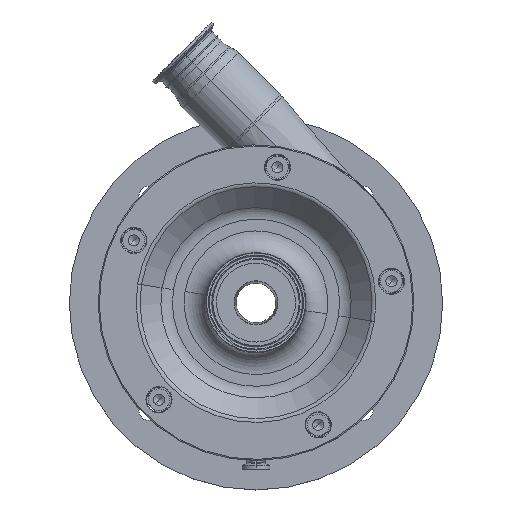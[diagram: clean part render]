
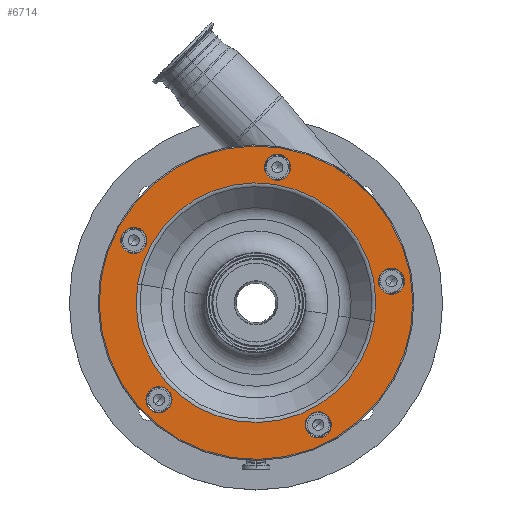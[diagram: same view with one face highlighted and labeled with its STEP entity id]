
A CAD part, top view. The second image highlights one B-rep face of the part: STEP entity #6714.
In plain terms, the highlighted planar face has unit normal (0, 0, 1).
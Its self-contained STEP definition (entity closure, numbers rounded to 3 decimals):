
#287 = AXIS2_PLACEMENT_3D ( 'NONE', #15969, #10629, #14605 ) ;
#517 = EDGE_CURVE ( 'NONE', #2400, #13009, #16150, .T. ) ;
#630 = DIRECTION ( 'NONE',  ( 0., 0., 1. ) ) ;
#651 = AXIS2_PLACEMENT_3D ( 'NONE', #13774, #5293, #15251 ) ;
#695 = ORIENTED_EDGE ( 'NONE', *, *, #1762, .F. ) ;
#734 = VERTEX_POINT ( 'NONE', #16963 ) ;
#756 = VERTEX_POINT ( 'NONE', #2957 ) ;
#923 = DIRECTION ( 'NONE',  ( 0.988, -0.156, 0. ) ) ;
#951 = AXIS2_PLACEMENT_3D ( 'NONE', #12552, #8472, #15295 ) ;
#1021 = EDGE_LOOP ( 'NONE', ( #5648, #11078 ) ) ;
#1314 = VERTEX_POINT ( 'NONE', #15635 ) ;
#1315 = VERTEX_POINT ( 'NONE', #5596 ) ;
#1332 = ORIENTED_EDGE ( 'NONE', *, *, #10771, .F. ) ;
#1374 = DIRECTION ( 'NONE',  ( 0., 0., 1. ) ) ;
#1382 = DIRECTION ( 'NONE',  ( 0.988, -0.156, 0. ) ) ;
#1579 = FACE_OUTER_BOUND ( 'NONE', #6994, .T. ) ;
#1657 = DIRECTION ( 'NONE',  ( 0.988, -0.156, 0. ) ) ;
#1737 = AXIS2_PLACEMENT_3D ( 'NONE', #4197, #15258, #15171 ) ;
#1762 = EDGE_CURVE ( 'NONE', #9141, #15503, #4989, .T. ) ;
#1806 = DIRECTION ( 'NONE',  ( 0.988, -0.156, 0. ) ) ;
#2025 = DIRECTION ( 'NONE',  ( 0., 0., 1. ) ) ;
#2280 = CARTESIAN_POINT ( 'NONE',  ( -108.716, 17.219, 326.5 ) ) ;
#2400 = VERTEX_POINT ( 'NONE', #6597 ) ;
#2498 = ORIENTED_EDGE ( 'NONE', *, *, #7634, .F. ) ;
#2584 = EDGE_CURVE ( 'NONE', #1314, #7272, #3561, .T. ) ;
#2809 = CARTESIAN_POINT ( 'NONE',  ( 0., 0., 326.5 ) ) ;
#2871 = FACE_BOUND ( 'NONE', #17683, .T. ) ;
#2957 = CARTESIAN_POINT ( 'NONE',  ( 45.351, -110.39, 326.5 ) ) ;
#3072 = EDGE_CURVE ( 'NONE', #7272, #1314, #8007, .T. ) ;
#3215 = EDGE_CURVE ( 'NONE', #3385, #9880, #3288, .T. ) ;
#3233 = CIRCLE ( 'NONE', #5607, 12. ) ;
#3288 = CIRCLE ( 'NONE', #4781, 12. ) ;
#3323 = EDGE_LOOP ( 'NONE', ( #3724, #4151 ) ) ;
#3385 = VERTEX_POINT ( 'NONE', #10388 ) ;
#3561 = CIRCLE ( 'NONE', #651, 12. ) ;
#3661 = EDGE_CURVE ( 'NONE', #13362, #16765, #4204, .T. ) ;
#3724 = ORIENTED_EDGE ( 'NONE', *, *, #15515, .F. ) ;
#3784 = AXIS2_PLACEMENT_3D ( 'NONE', #12796, #17103, #1806 ) ;
#3795 = CARTESIAN_POINT ( 'NONE',  ( -89.095, -89.095, 326.5 ) ) ;
#3817 = AXIS2_PLACEMENT_3D ( 'NONE', #15428, #11380, #4177 ) ;
#3844 = ORIENTED_EDGE ( 'NONE', *, *, #12168, .F. ) ;
#4053 = DIRECTION ( 'NONE',  ( 0.988, -0.156, 0. ) ) ;
#4151 = ORIENTED_EDGE ( 'NONE', *, *, #3215, .F. ) ;
#4177 = DIRECTION ( 'NONE',  ( -0.988, 0.156, 0. ) ) ;
#4197 = CARTESIAN_POINT ( 'NONE',  ( 0., 0., 326.5 ) ) ;
#4204 = CIRCLE ( 'NONE', #15097, 144. ) ;
#4238 = DIRECTION ( 'NONE',  ( 0.988, -0.156, 0. ) ) ;
#4294 = DIRECTION ( 'NONE',  ( 0., 0., 1. ) ) ;
#4320 = CARTESIAN_POINT ( 'NONE',  ( -142.227, 22.527, 326.5 ) ) ;
#4335 = DIRECTION ( 'NONE',  ( 0., 0., 1. ) ) ;
#4500 = CIRCLE ( 'NONE', #15381, 12. ) ;
#4598 = ORIENTED_EDGE ( 'NONE', *, *, #517, .F. ) ;
#4781 = AXIS2_PLACEMENT_3D ( 'NONE', #16853, #1374, #4238 ) ;
#4989 = CIRCLE ( 'NONE', #1737, 110.071 ) ;
#5293 = DIRECTION ( 'NONE',  ( 0., 0., 1. ) ) ;
#5542 = CARTESIAN_POINT ( 'NONE',  ( 124.449, 19.711, 326.5 ) ) ;
#5596 = CARTESIAN_POINT ( 'NONE',  ( 136.301, 17.834, 326.5 ) ) ;
#5607 = AXIS2_PLACEMENT_3D ( 'NONE', #5542, #12369, #4053 ) ;
#5648 = ORIENTED_EDGE ( 'NONE', *, *, #2584, .F. ) ;
#6164 = AXIS2_PLACEMENT_3D ( 'NONE', #2809, #4294, #17083 ) ;
#6238 = DIRECTION ( 'NONE',  ( 0.988, -0.156, 0. ) ) ;
#6342 = CARTESIAN_POINT ( 'NONE',  ( 108.716, -17.219, 326.5 ) ) ;
#6597 = CARTESIAN_POINT ( 'NONE',  ( -100.948, -87.218, 326.5 ) ) ;
#6687 = AXIS2_PLACEMENT_3D ( 'NONE', #3795, #15248, #10392 ) ;
#6714 = ADVANCED_FACE ( 'NONE', ( #2871, #9702, #17062, #14227, #14047, #1579, #9610 ), #8501, .F. ) ;
#6777 = CARTESIAN_POINT ( 'NONE',  ( -77.243, -90.973, 326.5 ) ) ;
#6994 = EDGE_LOOP ( 'NONE', ( #13970, #12487 ) ) ;
#7005 = EDGE_CURVE ( 'NONE', #1315, #10114, #3233, .T. ) ;
#7116 = EDGE_CURVE ( 'NONE', #10114, #1315, #14439, .T. ) ;
#7272 = VERTEX_POINT ( 'NONE', #10146 ) ;
#7293 = EDGE_LOOP ( 'NONE', ( #2498, #4598 ) ) ;
#7634 = EDGE_CURVE ( 'NONE', #13009, #2400, #12890, .T. ) ;
#7784 = CARTESIAN_POINT ( 'NONE',  ( 31.563, 122.572, 326.5 ) ) ;
#8007 = CIRCLE ( 'NONE', #951, 12. ) ;
#8472 = DIRECTION ( 'NONE',  ( 0., 0., 1. ) ) ;
#8501 = PLANE ( 'NONE',  #3817 ) ;
#8513 = CARTESIAN_POINT ( 'NONE',  ( 112.596, 21.588, 326.5 ) ) ;
#9141 = VERTEX_POINT ( 'NONE', #6342 ) ;
#9610 = FACE_BOUND ( 'NONE', #1021, .T. ) ;
#9702 = FACE_BOUND ( 'NONE', #14408, .T. ) ;
#9880 = VERTEX_POINT ( 'NONE', #7784 ) ;
#10114 = VERTEX_POINT ( 'NONE', #8513 ) ;
#10146 = CARTESIAN_POINT ( 'NONE',  ( -124.119, 59.08, 326.5 ) ) ;
#10388 = CARTESIAN_POINT ( 'NONE',  ( 7.858, 126.326, 326.5 ) ) ;
#10392 = DIRECTION ( 'NONE',  ( 0.988, -0.156, 0. ) ) ;
#10458 = EDGE_CURVE ( 'NONE', #16765, #13362, #11764, .T. ) ;
#10629 = DIRECTION ( 'NONE',  ( 0., 0., 1. ) ) ;
#10771 = EDGE_CURVE ( 'NONE', #15503, #9141, #11180, .T. ) ;
#11078 = ORIENTED_EDGE ( 'NONE', *, *, #3072, .F. ) ;
#11180 = CIRCLE ( 'NONE', #6164, 110.071 ) ;
#11217 = AXIS2_PLACEMENT_3D ( 'NONE', #18146, #4335, #1382 ) ;
#11380 = DIRECTION ( 'NONE',  ( 0., 0., -1. ) ) ;
#11764 = CIRCLE ( 'NONE', #3784, 144. ) ;
#11940 = CIRCLE ( 'NONE', #18094, 12. ) ;
#12168 = EDGE_CURVE ( 'NONE', #756, #734, #4500, .T. ) ;
#12369 = DIRECTION ( 'NONE',  ( 0., 0., 1. ) ) ;
#12487 = ORIENTED_EDGE ( 'NONE', *, *, #10458, .T. ) ;
#12552 = CARTESIAN_POINT ( 'NONE',  ( -112.267, 57.203, 326.5 ) ) ;
#12757 = CARTESIAN_POINT ( 'NONE',  ( 57.203, -112.267, 326.5 ) ) ;
#12796 = CARTESIAN_POINT ( 'NONE',  ( 0., 0., 326.5 ) ) ;
#12890 = CIRCLE ( 'NONE', #6687, 12. ) ;
#13009 = VERTEX_POINT ( 'NONE', #6777 ) ;
#13066 = CIRCLE ( 'NONE', #17460, 12. ) ;
#13287 = DIRECTION ( 'NONE',  ( 0.988, -0.156, 0. ) ) ;
#13340 = CARTESIAN_POINT ( 'NONE',  ( 57.203, -112.267, 326.5 ) ) ;
#13362 = VERTEX_POINT ( 'NONE', #17258 ) ;
#13536 = DIRECTION ( 'NONE',  ( 0., 0., 1. ) ) ;
#13695 = ORIENTED_EDGE ( 'NONE', *, *, #13773, .F. ) ;
#13773 = EDGE_CURVE ( 'NONE', #734, #756, #13066, .T. ) ;
#13774 = CARTESIAN_POINT ( 'NONE',  ( -112.267, 57.203, 326.5 ) ) ;
#13970 = ORIENTED_EDGE ( 'NONE', *, *, #3661, .T. ) ;
#14047 = FACE_BOUND ( 'NONE', #17152, .T. ) ;
#14227 = FACE_BOUND ( 'NONE', #3323, .T. ) ;
#14408 = EDGE_LOOP ( 'NONE', ( #13695, #3844 ) ) ;
#14439 = CIRCLE ( 'NONE', #11217, 12. ) ;
#14605 = DIRECTION ( 'NONE',  ( 0.988, -0.156, 0. ) ) ;
#14667 = CARTESIAN_POINT ( 'NONE',  ( 0., 0., 326.5 ) ) ;
#14918 = ORIENTED_EDGE ( 'NONE', *, *, #7116, .F. ) ;
#15097 = AXIS2_PLACEMENT_3D ( 'NONE', #14667, #2025, #13287 ) ;
#15116 = CARTESIAN_POINT ( 'NONE',  ( 19.711, 124.449, 326.5 ) ) ;
#15171 = DIRECTION ( 'NONE',  ( 0.988, -0.156, 0. ) ) ;
#15248 = DIRECTION ( 'NONE',  ( 0., 0., 1. ) ) ;
#15251 = DIRECTION ( 'NONE',  ( 0.988, -0.156, 0. ) ) ;
#15258 = DIRECTION ( 'NONE',  ( 0., 0., 1. ) ) ;
#15295 = DIRECTION ( 'NONE',  ( 0.988, -0.156, 0. ) ) ;
#15381 = AXIS2_PLACEMENT_3D ( 'NONE', #13340, #630, #6238 ) ;
#15428 = CARTESIAN_POINT ( 'NONE',  ( 22.527, 142.227, 326.5 ) ) ;
#15503 = VERTEX_POINT ( 'NONE', #2280 ) ;
#15515 = EDGE_CURVE ( 'NONE', #9880, #3385, #11940, .T. ) ;
#15635 = CARTESIAN_POINT ( 'NONE',  ( -100.415, 55.326, 326.5 ) ) ;
#15858 = DIRECTION ( 'NONE',  ( 0., 0., 1. ) ) ;
#15969 = CARTESIAN_POINT ( 'NONE',  ( -89.095, -89.095, 326.5 ) ) ;
#16150 = CIRCLE ( 'NONE', #287, 12. ) ;
#16473 = ORIENTED_EDGE ( 'NONE', *, *, #7005, .F. ) ;
#16765 = VERTEX_POINT ( 'NONE', #4320 ) ;
#16853 = CARTESIAN_POINT ( 'NONE',  ( 19.711, 124.449, 326.5 ) ) ;
#16963 = CARTESIAN_POINT ( 'NONE',  ( 69.055, -114.144, 326.5 ) ) ;
#17062 = FACE_BOUND ( 'NONE', #7293, .T. ) ;
#17083 = DIRECTION ( 'NONE',  ( 0.988, -0.156, 0. ) ) ;
#17103 = DIRECTION ( 'NONE',  ( 0., 0., 1. ) ) ;
#17152 = EDGE_LOOP ( 'NONE', ( #695, #1332 ) ) ;
#17258 = CARTESIAN_POINT ( 'NONE',  ( 142.227, -22.527, 326.5 ) ) ;
#17460 = AXIS2_PLACEMENT_3D ( 'NONE', #12757, #15858, #1657 ) ;
#17683 = EDGE_LOOP ( 'NONE', ( #16473, #14918 ) ) ;
#18094 = AXIS2_PLACEMENT_3D ( 'NONE', #15116, #13536, #923 ) ;
#18146 = CARTESIAN_POINT ( 'NONE',  ( 124.449, 19.711, 326.5 ) ) ;
